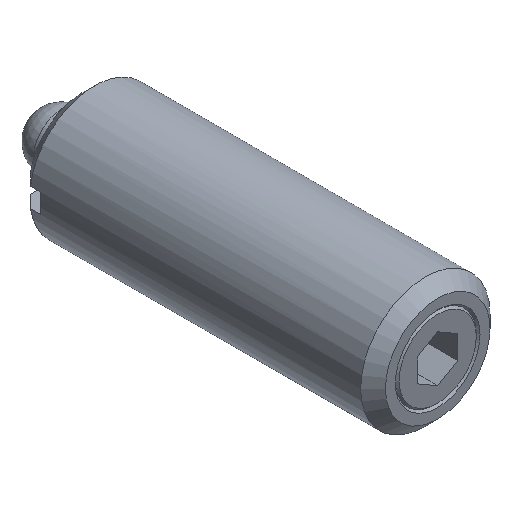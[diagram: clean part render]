
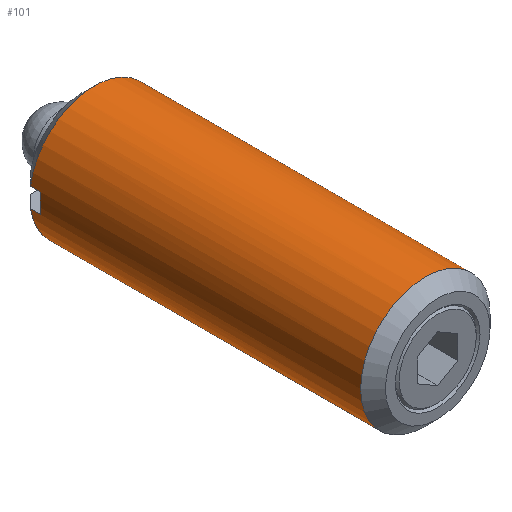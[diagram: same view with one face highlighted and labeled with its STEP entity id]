
A CAD part, isometric view. The second image highlights one B-rep face of the part: STEP entity #101.
In plain terms, the highlighted cylindrical face has radius 4 mm (diameter 8 mm), a full revolution.
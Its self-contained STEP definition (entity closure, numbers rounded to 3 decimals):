
#101 = ADVANCED_FACE( '', ( #225, #226 ), #227, .T. );
#225 = FACE_OUTER_BOUND( '', #375, .T. );
#226 = FACE_OUTER_BOUND( '', #376, .T. );
#227 = CYLINDRICAL_SURFACE( '', #377, 4. );
#375 = EDGE_LOOP( '', ( #596 ) );
#376 = EDGE_LOOP( '', ( #597, #598, #599, #600, #601, #602, #603, #604 ) );
#377 = AXIS2_PLACEMENT_3D( '', #605, #606, #607 );
#596 = ORIENTED_EDGE( '', *, *, #790, .F. );
#597 = ORIENTED_EDGE( '', *, *, #849, .F. );
#598 = ORIENTED_EDGE( '', *, *, #850, .F. );
#599 = ORIENTED_EDGE( '', *, *, #814, .F. );
#600 = ORIENTED_EDGE( '', *, *, #847, .T. );
#601 = ORIENTED_EDGE( '', *, *, #851, .F. );
#602 = ORIENTED_EDGE( '', *, *, #794, .F. );
#603 = ORIENTED_EDGE( '', *, *, #852, .F. );
#604 = ORIENTED_EDGE( '', *, *, #853, .T. );
#605 = CARTESIAN_POINT( '', ( 0., 0., 0. ) );
#606 = DIRECTION( '', ( 0., 1., 0. ) );
#607 = DIRECTION( '', ( 0., 0., -1. ) );
#790 = EDGE_CURVE( '', #920, #920, #921, .T. );
#794 = EDGE_CURVE( '', #926, #928, #929, .T. );
#814 = EDGE_CURVE( '', #962, #956, #964, .T. );
#847 = EDGE_CURVE( '', #962, #1008, #1010, .T. );
#849 = EDGE_CURVE( '', #1012, #1013, #1014, .F. );
#850 = EDGE_CURVE( '', #956, #1012, #1015, .T. );
#851 = EDGE_CURVE( '', #928, #1008, #1016, .F. );
#852 = EDGE_CURVE( '', #1017, #926, #1018, .T. );
#853 = EDGE_CURVE( '', #1017, #1013, #1019, .T. );
#920 = VERTEX_POINT( '', #1101 );
#921 = CIRCLE( '', #1102, 4. );
#926 = VERTEX_POINT( '', #1107 );
#928 = VERTEX_POINT( '', #1110 );
#929 = CIRCLE( '', #1111, 4. );
#956 = VERTEX_POINT( '', #1149 );
#962 = VERTEX_POINT( '', #1158 );
#964 = LINE( '', #1163, #1164 );
#1008 = VERTEX_POINT( '', #1223 );
#1010 = CIRCLE( '', #1228, 4. );
#1012 = VERTEX_POINT( '', #1230 );
#1013 = VERTEX_POINT( '', #1231 );
#1014 = LINE( '', #1232, #1233 );
#1015 = CIRCLE( '', #1234, 4. );
#1016 = LINE( '', #1235, #1236 );
#1017 = VERTEX_POINT( '', #1237 );
#1018 = LINE( '', #1238, #1239 );
#1019 = CIRCLE( '', #1240, 4. );
#1101 = CARTESIAN_POINT( '', ( 0., 0.767, -4. ) );
#1102 = AXIS2_PLACEMENT_3D( '', #1322, #1323, #1324 );
#1107 = CARTESIAN_POINT( '', ( 3.955, 20.6, 0.6 ) );
#1110 = CARTESIAN_POINT( '', ( 3.955, 20.6, -0.6 ) );
#1111 = AXIS2_PLACEMENT_3D( '', #1329, #1330, #1331 );
#1149 = CARTESIAN_POINT( '', ( -3.955, 20.6, -0.6 ) );
#1158 = CARTESIAN_POINT( '', ( -3.955, 21.233, -0.6 ) );
#1163 = CARTESIAN_POINT( '', ( -3.955, 0., -0.6 ) );
#1164 = VECTOR( '', #1349, 1000. );
#1223 = CARTESIAN_POINT( '', ( 3.955, 21.233, -0.6 ) );
#1228 = AXIS2_PLACEMENT_3D( '', #1389, #1390, #1391 );
#1230 = CARTESIAN_POINT( '', ( -3.955, 20.6, 0.6 ) );
#1231 = CARTESIAN_POINT( '', ( -3.955, 21.233, 0.6 ) );
#1232 = CARTESIAN_POINT( '', ( -3.955, 0., 0.6 ) );
#1233 = VECTOR( '', #1392, 1000. );
#1234 = AXIS2_PLACEMENT_3D( '', #1393, #1394, #1395 );
#1235 = CARTESIAN_POINT( '', ( 3.955, 0., -0.6 ) );
#1236 = VECTOR( '', #1396, 1000. );
#1237 = CARTESIAN_POINT( '', ( 3.955, 21.233, 0.6 ) );
#1238 = CARTESIAN_POINT( '', ( 3.955, 0., 0.6 ) );
#1239 = VECTOR( '', #1397, 1000. );
#1240 = AXIS2_PLACEMENT_3D( '', #1398, #1399, #1400 );
#1322 = CARTESIAN_POINT( '', ( 0., 0.767, 0. ) );
#1323 = DIRECTION( '', ( 0., -1., 0. ) );
#1324 = DIRECTION( '', ( 0., 0., -1. ) );
#1329 = CARTESIAN_POINT( '', ( 0., 20.6, 0. ) );
#1330 = DIRECTION( '', ( 0., 1., 0. ) );
#1331 = DIRECTION( '', ( 0., 0., 1. ) );
#1349 = DIRECTION( '', ( 0., -1., 0. ) );
#1389 = CARTESIAN_POINT( '', ( 0., 21.233, 0. ) );
#1390 = DIRECTION( '', ( 0., -1., 0. ) );
#1391 = DIRECTION( '', ( 0., 0., -1. ) );
#1392 = DIRECTION( '', ( 0., -1., 0. ) );
#1393 = CARTESIAN_POINT( '', ( 0., 20.6, 0. ) );
#1394 = DIRECTION( '', ( 0., 1., 0. ) );
#1395 = DIRECTION( '', ( 0., 0., 1. ) );
#1396 = DIRECTION( '', ( 0., -1., 0. ) );
#1397 = DIRECTION( '', ( 0., -1., 0. ) );
#1398 = CARTESIAN_POINT( '', ( 0., 21.233, 0. ) );
#1399 = DIRECTION( '', ( 0., -1., 0. ) );
#1400 = DIRECTION( '', ( 0., 0., -1. ) );
